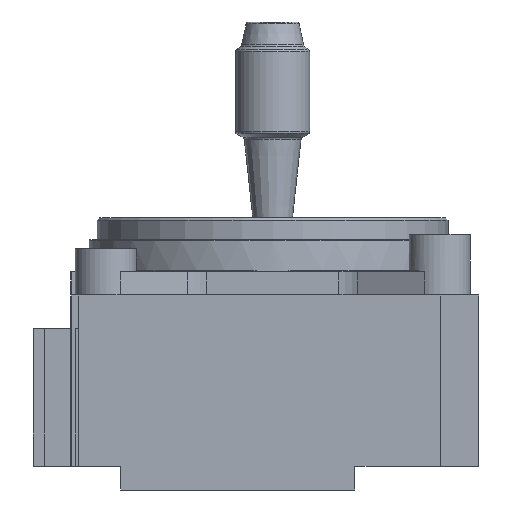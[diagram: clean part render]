
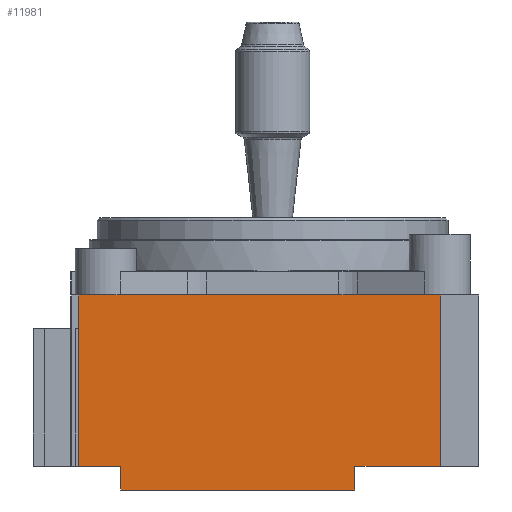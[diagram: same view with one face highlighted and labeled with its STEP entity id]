
A CAD part, front view. The second image highlights one B-rep face of the part: STEP entity #11981.
In plain terms, the highlighted planar face has unit normal (0, -1, 0).
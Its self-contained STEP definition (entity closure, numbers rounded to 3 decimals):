
#1770=FACE_OUTER_BOUND('',#2479,.T.);
#2479=EDGE_LOOP('',(#10859,#10860,#10861,#10862,#10863,#10864,#10865,#10866));
#3554=LINE('',#21109,#4672);
#3560=LINE('',#21121,#4678);
#3561=LINE('',#21123,#4679);
#3563=LINE('',#21128,#4681);
#3574=LINE('',#21154,#4692);
#3583=LINE('',#21176,#4701);
#3584=LINE('',#21179,#4702);
#3585=LINE('',#21180,#4703);
#4672=VECTOR('',#16556,10.);
#4678=VECTOR('',#16564,10.);
#4679=VECTOR('',#16567,10.);
#4681=VECTOR('',#16571,10.);
#4692=VECTOR('',#16590,10.);
#4701=VECTOR('',#16615,10.);
#4702=VECTOR('',#16618,10.);
#4703=VECTOR('',#16619,10.);
#5754=VERTEX_POINT('',#21105);
#5756=VERTEX_POINT('',#21108);
#5759=VERTEX_POINT('',#21115);
#5761=VERTEX_POINT('',#21119);
#5762=VERTEX_POINT('',#21126);
#5763=VERTEX_POINT('',#21127);
#5774=VERTEX_POINT('',#21153);
#5780=VERTEX_POINT('',#21178);
#7446=EDGE_CURVE('',#5754,#5756,#3554,.T.);
#7452=EDGE_CURVE('',#5759,#5761,#3560,.T.);
#7453=EDGE_CURVE('',#5756,#5761,#3561,.T.);
#7455=EDGE_CURVE('',#5762,#5763,#3563,.T.);
#7469=EDGE_CURVE('',#5759,#5774,#3574,.T.);
#7481=EDGE_CURVE('',#5762,#5774,#3583,.T.);
#7482=EDGE_CURVE('',#5780,#5754,#3584,.T.);
#7483=EDGE_CURVE('',#5763,#5780,#3585,.T.);
#10859=ORIENTED_EDGE('',*,*,#7482,.F.);
#10860=ORIENTED_EDGE('',*,*,#7483,.F.);
#10861=ORIENTED_EDGE('',*,*,#7455,.F.);
#10862=ORIENTED_EDGE('',*,*,#7481,.T.);
#10863=ORIENTED_EDGE('',*,*,#7469,.F.);
#10864=ORIENTED_EDGE('',*,*,#7452,.T.);
#10865=ORIENTED_EDGE('',*,*,#7453,.F.);
#10866=ORIENTED_EDGE('',*,*,#7446,.F.);
#11301=PLANE('',#13184);
#11981=ADVANCED_FACE('',(#1770),#11301,.T.);
#13184=AXIS2_PLACEMENT_3D('',#21177,#16616,#16617);
#16556=DIRECTION('',(0.,0.,-1.));
#16564=DIRECTION('',(0.,0.,-1.));
#16567=DIRECTION('',(-1.,0.,0.));
#16571=DIRECTION('',(1.,0.,0.));
#16590=DIRECTION('',(-1.,0.,0.));
#16615=DIRECTION('',(0.,0.,-1.));
#16616=DIRECTION('center_axis',(0.,-1.,0.));
#16617=DIRECTION('ref_axis',(-1.,0.,0.));
#16618=DIRECTION('',(-1.,0.,0.));
#16619=DIRECTION('',(0.,0.,-1.));
#21105=CARTESIAN_POINT('',(8.65,-18.3,-18.));
#21108=CARTESIAN_POINT('',(8.65,-18.3,-20.5));
#21109=CARTESIAN_POINT('',(8.65,-18.3,0.));
#21115=CARTESIAN_POINT('',(-15.95,-18.3,-18.));
#21119=CARTESIAN_POINT('',(-15.95,-18.3,-20.5));
#21121=CARTESIAN_POINT('',(-15.95,-18.3,0.));
#21123=CARTESIAN_POINT('',(-15.95,-18.3,-20.5));
#21126=CARTESIAN_POINT('',(-20.364,-18.3,0.));
#21127=CARTESIAN_POINT('',(17.65,-18.3,0.));
#21128=CARTESIAN_POINT('',(-20.364,-18.3,0.));
#21153=CARTESIAN_POINT('',(-20.364,-18.3,-18.));
#21154=CARTESIAN_POINT('',(-20.364,-18.3,-18.));
#21176=CARTESIAN_POINT('',(-20.364,-18.3,0.));
#21177=CARTESIAN_POINT('Origin',(17.65,-18.3,0.));
#21178=CARTESIAN_POINT('',(17.65,-18.3,-18.));
#21179=CARTESIAN_POINT('',(-20.364,-18.3,-18.));
#21180=CARTESIAN_POINT('',(17.65,-18.3,0.));
